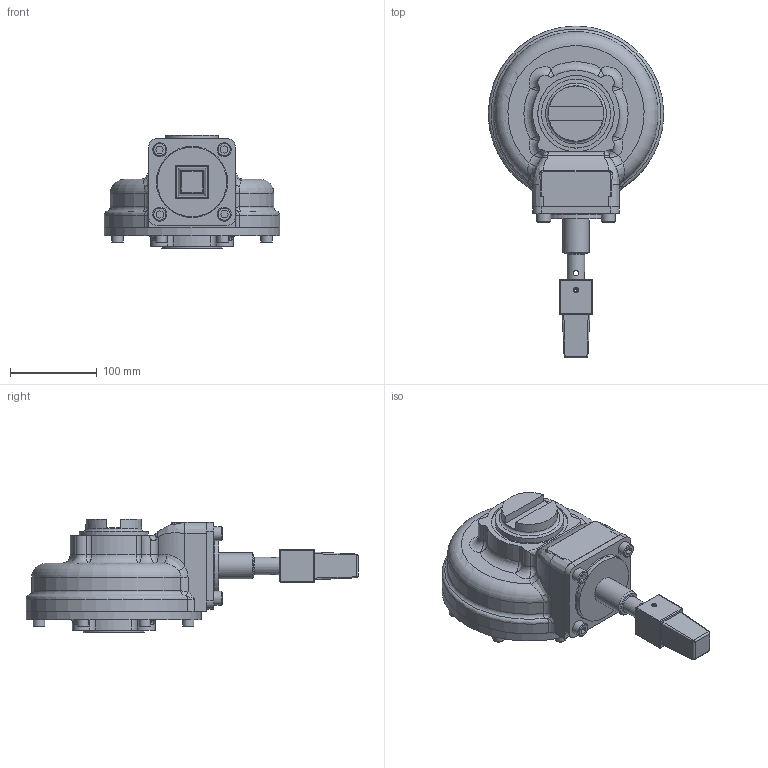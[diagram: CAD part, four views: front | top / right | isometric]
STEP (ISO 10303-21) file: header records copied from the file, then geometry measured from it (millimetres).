
FILE_DESCRIPTION(/* description */ ('Unknown'),/* implementation_level */ '2;1');
FILE_NAME(/* name */ 'PUB-HOB4-HEADCAP-F10',/* time_stamp */ '2016-05-25T14:15:10+01:00',/* author */ ('Unknown'),/* organization */ ('Unknown'),/* preprocessor_version */ 'ST-DEVELOPER v16',/* originating_system */ 'DEX',/* authorisation */ $);
FILE_SCHEMA (('AUTOMOTIVE_DESIGN {1 0 10303 214 3 1 1}'));
Length unit declared in the file: millimetre
Products named in the file (1): PUB-HOB4-HEADCAP-F10
Bounding box: 202 x 382.25 x 130.5 mm (x, y, z)
Surface area: 201162.5 mm2 (no closed solid volume)
Topology: 0 solids, 27 shells, 436 faces, 1152 edges, 720 vertices
Faces by surface type: plane 148, cylinder 115, torus 61, bspline 50, cone 38, sphere 24
Full cylindrical faces by diameter (mm): 6 x3, 8.5 x4, 13 x8, 16 x4, 20 x2, 30 x1, 55.05 x1, 69.95 x1, 79.375 x1, 80 x1, 84.95 x1, 88 x1, 202 x1
Entity records: 20148 total; most frequent: CARTESIAN_POINT 8944, DIRECTION 2123, ORIENTED_EDGE 1894, EDGE_CURVE 1028, AXIS2_PLACEMENT_3D 855, VERTEX_POINT 696, FACE_BOUND 561, EDGE_LOOP 557
